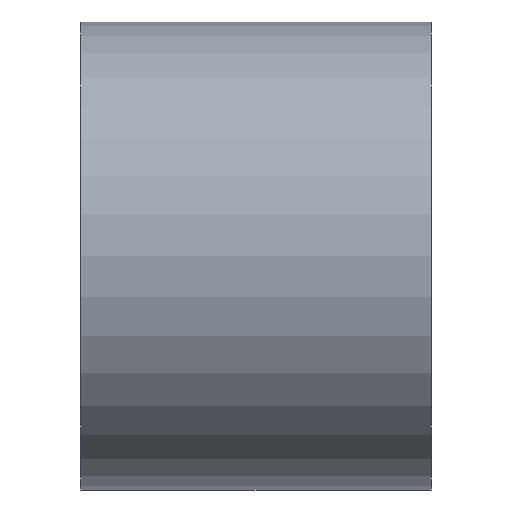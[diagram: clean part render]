
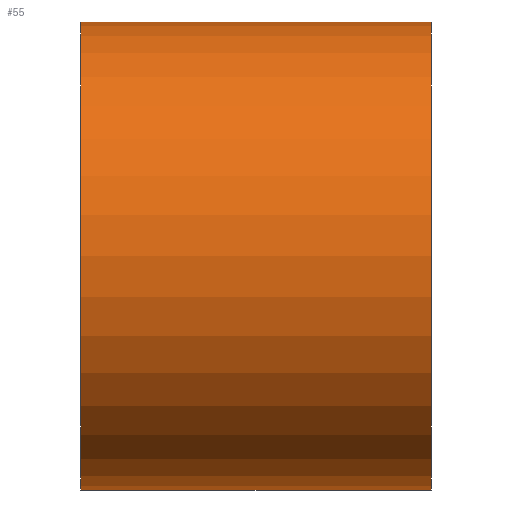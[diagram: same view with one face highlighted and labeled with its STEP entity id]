
A CAD part, left-side view. The second image highlights one B-rep face of the part: STEP entity #55.
In plain terms, the highlighted cylindrical face has radius 6.35 mm (diameter 12.7 mm), a partial arc.
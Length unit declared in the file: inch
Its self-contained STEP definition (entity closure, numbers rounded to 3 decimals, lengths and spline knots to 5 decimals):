
#21 = EDGE_CURVE ( 'NONE', #48, #33, #69, .T. ) ;
#24 = EDGE_CURVE ( 'NONE', #33, #61, #167, .T. ) ;
#33 = VERTEX_POINT ( 'NONE', #181 ) ;
#41 = ORIENTED_EDGE ( 'NONE', *, *, #58, .T. ) ;
#43 = ORIENTED_EDGE ( 'NONE', *, *, #52, .T. ) ;
#45 = ORIENTED_EDGE ( 'NONE', *, *, #24, .F. ) ;
#46 = ORIENTED_EDGE ( 'NONE', *, *, #21, .F. ) ;
#48 = VERTEX_POINT ( 'NONE', #223 ) ;
#52 = EDGE_CURVE ( 'NONE', #48, #53, #213, .T. ) ;
#53 = VERTEX_POINT ( 'NONE', #209 ) ;
#55 = ADVANCED_FACE ( 'NONE', ( #203 ), #202, .T. ) ;
#56 = EDGE_LOOP ( 'NONE', ( #45, #46, #43, #41 ) ) ;
#58 = EDGE_CURVE ( 'NONE', #53, #61, #239, .T. ) ;
#61 = VERTEX_POINT ( 'NONE', #235 ) ;
#69 = CIRCLE ( 'NONE', #198, 0.25 ) ;
#167 = LINE ( 'NONE', #192, #191 ) ;
#181 = CARTESIAN_POINT ( 'NONE',  ( 0., 0.1875, 0.25 ) ) ;
#190 = DIRECTION ( 'NONE',  ( 0., -1., 0. ) ) ;
#191 = VECTOR ( 'NONE', #190, 39.37008 ) ;
#192 = CARTESIAN_POINT ( 'NONE',  ( 0., 0.1875, 0.25 ) ) ;
#195 = DIRECTION ( 'NONE',  ( 0., 0., 1. ) ) ;
#196 = DIRECTION ( 'NONE',  ( 0., 1., 0. ) ) ;
#197 = CARTESIAN_POINT ( 'NONE',  ( 0., 0.1875, 0. ) ) ;
#198 = AXIS2_PLACEMENT_3D ( 'NONE', #197, #196, #195 ) ;
#200 = CARTESIAN_POINT ( 'NONE',  ( 0., 0.1875, 0. ) ) ;
#201 = CARTESIAN_POINT ( 'NONE',  ( 0., -0.1875, 0. ) ) ;
#202 = CYLINDRICAL_SURFACE ( 'NONE', #242, 0.25 ) ;
#203 = FACE_OUTER_BOUND ( 'NONE', #56, .T. ) ;
#209 = CARTESIAN_POINT ( 'NONE',  ( 0., -0.1875, -0.25 ) ) ;
#210 = DIRECTION ( 'NONE',  ( 0., -1., 0. ) ) ;
#211 = VECTOR ( 'NONE', #210, 39.37008 ) ;
#212 = CARTESIAN_POINT ( 'NONE',  ( 0., 0.1875, -0.25 ) ) ;
#213 = LINE ( 'NONE', #212, #211 ) ;
#223 = CARTESIAN_POINT ( 'NONE',  ( 0., 0.1875, -0.25 ) ) ;
#235 = CARTESIAN_POINT ( 'NONE',  ( 0., -0.1875, 0.25 ) ) ;
#236 = DIRECTION ( 'NONE',  ( 0., 0., 1. ) ) ;
#237 = DIRECTION ( 'NONE',  ( 0., 1., 0. ) ) ;
#238 = AXIS2_PLACEMENT_3D ( 'NONE', #201, #237, #236 ) ;
#239 = CIRCLE ( 'NONE', #238, 0.25 ) ;
#240 = DIRECTION ( 'NONE',  ( 0., 0., -1. ) ) ;
#241 = DIRECTION ( 'NONE',  ( 0., -1., 0. ) ) ;
#242 = AXIS2_PLACEMENT_3D ( 'NONE', #200, #241, #240 ) ;
